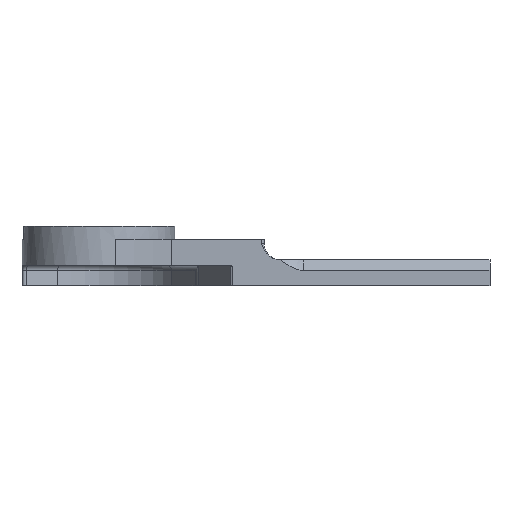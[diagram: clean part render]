
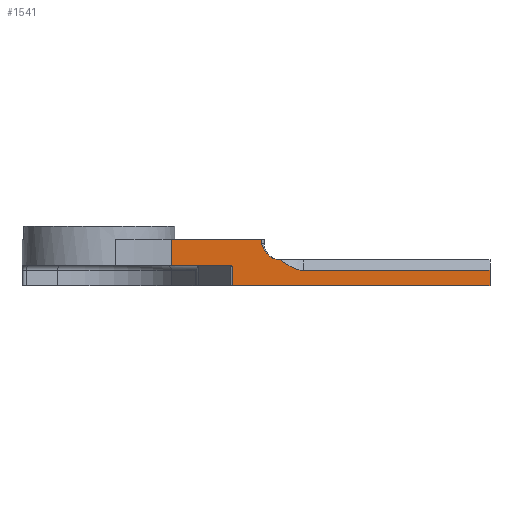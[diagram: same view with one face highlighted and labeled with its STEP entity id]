
A CAD part, front view. The second image highlights one B-rep face of the part: STEP entity #1541.
In plain terms, the highlighted planar face has unit normal (0, -1, 0).
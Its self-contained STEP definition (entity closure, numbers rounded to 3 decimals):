
#14 = VECTOR ( 'NONE', #993, 1000. ) ;
#40 = EDGE_CURVE ( 'NONE', #2119, #1746, #776, .T. ) ;
#90 = CARTESIAN_POINT ( 'NONE',  ( 34.556, -13., 1. ) ) ;
#104 = CARTESIAN_POINT ( 'NONE',  ( 13.829, -13., 5. ) ) ;
#109 = LINE ( 'NONE', #2177, #2081 ) ;
#137 = ORIENTED_EDGE ( 'NONE', *, *, #2243, .T. ) ;
#169 = EDGE_CURVE ( 'NONE', #1089, #1463, #955, .T. ) ;
#181 = CARTESIAN_POINT ( 'NONE',  ( 25.34, -13., -0.104 ) ) ;
#189 = VECTOR ( 'NONE', #631, 1000. ) ;
#198 = VECTOR ( 'NONE', #2204, 1000. ) ;
#227 = CARTESIAN_POINT ( 'NONE',  ( 0., -13., 0. ) ) ;
#289 = VERTEX_POINT ( 'NONE', #505 ) ;
#350 = EDGE_CURVE ( 'NONE', #980, #815, #2291, .T. ) ;
#364 = ORIENTED_EDGE ( 'NONE', *, *, #752, .T. ) ;
#388 = VECTOR ( 'NONE', #1046, 1000. ) ;
#403 = CARTESIAN_POINT ( 'NONE',  ( 24.711, -13., 0. ) ) ;
#406 = VECTOR ( 'NONE', #1925, 1000. ) ;
#418 = VERTEX_POINT ( 'NONE', #1114 ) ;
#430 = CARTESIAN_POINT ( 'NONE',  ( 38.172, -13., -0.872 ) ) ;
#436 = CARTESIAN_POINT ( 'NONE',  ( 13.829, -13., 0. ) ) ;
#449 = CARTESIAN_POINT ( 'NONE',  ( 0., -13., -4. ) ) ;
#474 = CARTESIAN_POINT ( 'NONE',  ( 34.773, -13., 1. ) ) ;
#486 = CARTESIAN_POINT ( 'NONE',  ( 33.918, -13., 1.107 ) ) ;
#505 = CARTESIAN_POINT ( 'NONE',  ( 34.773, -13., 1. ) ) ;
#515 = CARTESIAN_POINT ( 'NONE',  ( 32.76, -13., 1.677 ) ) ;
#559 = CARTESIAN_POINT ( 'NONE',  ( 25.579, -13., -0.297 ) ) ;
#586 = DIRECTION ( 'NONE',  ( -1., 0., 0. ) ) ;
#603 = ORIENTED_EDGE ( 'NONE', *, *, #1472, .T. ) ;
#604 = CARTESIAN_POINT ( 'NONE',  ( 0., -13., -4. ) ) ;
#631 = DIRECTION ( 'NONE',  ( 1., 0., 0. ) ) ;
#684 = CARTESIAN_POINT ( 'NONE',  ( 31.45, -13., 3.373 ) ) ;
#688 = LINE ( 'NONE', #1815, #198 ) ;
#752 = EDGE_CURVE ( 'NONE', #1463, #289, #1375, .T. ) ;
#758 = CARTESIAN_POINT ( 'NONE',  ( 25.037, -13., 0. ) ) ;
#776 = LINE ( 'NONE', #1521, #1981 ) ;
#799 = CARTESIAN_POINT ( 'NONE',  ( 75., -13., -1. ) ) ;
#805 = CARTESIAN_POINT ( 'NONE',  ( 39.196, -13., -1. ) ) ;
#815 = VERTEX_POINT ( 'NONE', #1461 ) ;
#839 = LINE ( 'NONE', #2318, #388 ) ;
#844 = CARTESIAN_POINT ( 'NONE',  ( 32.591, -13., 1.814 ) ) ;
#895 = DIRECTION ( 'NONE',  ( 0., 0., 1. ) ) ;
#955 = LINE ( 'NONE', #1702, #1013 ) ;
#966 = CARTESIAN_POINT ( 'NONE',  ( 31.128, -13., 5. ) ) ;
#980 = VERTEX_POINT ( 'NONE', #403 ) ;
#993 = DIRECTION ( 'NONE',  ( 1., 0., 0. ) ) ;
#998 = ORIENTED_EDGE ( 'NONE', *, *, #1054, .F. ) ;
#1003 = ORIENTED_EDGE ( 'NONE', *, *, #1528, .T. ) ;
#1011 = LINE ( 'NONE', #604, #189 ) ;
#1013 = VECTOR ( 'NONE', #586, 1000. ) ;
#1046 = DIRECTION ( 'NONE',  ( 0., 0., -1. ) ) ;
#1054 = EDGE_CURVE ( 'NONE', #1603, #1746, #1372, .T. ) ;
#1071 = EDGE_LOOP ( 'NONE', ( #2080, #364, #1593, #1837, #998, #2456, #603, #2093, #2367, #1003, #137 ) ) ;
#1089 = VERTEX_POINT ( 'NONE', #799 ) ;
#1097 = AXIS2_PLACEMENT_3D ( 'NONE', #449, #1759, #1797 ) ;
#1114 = CARTESIAN_POINT ( 'NONE',  ( 25.579, -13., -4. ) ) ;
#1205 = CARTESIAN_POINT ( 'NONE',  ( 13.829, -13., 5. ) ) ;
#1245 = CARTESIAN_POINT ( 'NONE',  ( 75., -13., -4. ) ) ;
#1247 = CARTESIAN_POINT ( 'NONE',  ( 36.117, -13., 0.065 ) ) ;
#1274 = CARTESIAN_POINT ( 'NONE',  ( 37.58, -13., -0.694 ) ) ;
#1296 = CARTESIAN_POINT ( 'NONE',  ( 36.466, -13., -0.148 ) ) ;
#1361 = CARTESIAN_POINT ( 'NONE',  ( 38.78, -13., -0.983 ) ) ;
#1372 = LINE ( 'NONE', #1205, #14 ) ;
#1375 = B_SPLINE_CURVE_WITH_KNOTS ( 'NONE', 3,
 ( #1548, #2309, #1361, #2120, #430, #1274, #2014, #1296, #1247, #1845, #2026, #2000 ),
 .UNSPECIFIED., .F., .F.,
 ( 4, 2, 2, 2, 2, 4 ),
 ( 0.007, 0.008, 0.009, 0.01, 0.011, 0.012 ),
 .UNSPECIFIED. ) ;
#1379 = FACE_OUTER_BOUND ( 'NONE', #1071, .T. ) ;
#1399 = VERTEX_POINT ( 'NONE', #436 ) ;
#1403 = CARTESIAN_POINT ( 'NONE',  ( 31.128, -13., 4.18 ) ) ;
#1461 = CARTESIAN_POINT ( 'NONE',  ( 25.579, -13., -0.297 ) ) ;
#1463 = VERTEX_POINT ( 'NONE', #805 ) ;
#1472 = EDGE_CURVE ( 'NONE', #1399, #980, #1911, .T. ) ;
#1483 = CARTESIAN_POINT ( 'NONE',  ( 33.708, -13., 1.171 ) ) ;
#1521 = CARTESIAN_POINT ( 'NONE',  ( 31.128, -13., 5. ) ) ;
#1528 = EDGE_CURVE ( 'NONE', #418, #1947, #1011, .T. ) ;
#1541 = ADVANCED_FACE ( 'NONE', ( #1379 ), #2137, .T. ) ;
#1548 = CARTESIAN_POINT ( 'NONE',  ( 39.196, -13., -1. ) ) ;
#1593 = ORIENTED_EDGE ( 'NONE', *, *, #1627, .T. ) ;
#1603 = VERTEX_POINT ( 'NONE', #104 ) ;
#1617 = CARTESIAN_POINT ( 'NONE',  ( 33.311, -13., 1.337 ) ) ;
#1627 = EDGE_CURVE ( 'NONE', #289, #2119, #2004, .T. ) ;
#1702 = CARTESIAN_POINT ( 'NONE',  ( 0., -13., -1. ) ) ;
#1746 = VERTEX_POINT ( 'NONE', #966 ) ;
#1759 = DIRECTION ( 'NONE',  ( 0., -1., 0. ) ) ;
#1786 = CARTESIAN_POINT ( 'NONE',  ( 32.126, -13., 2.26 ) ) ;
#1797 = DIRECTION ( 'NONE',  ( 1., 0., 0. ) ) ;
#1815 = CARTESIAN_POINT ( 'NONE',  ( 25.579, -13., -4. ) ) ;
#1816 = EDGE_CURVE ( 'NONE', #1603, #1399, #839, .T. ) ;
#1837 = ORIENTED_EDGE ( 'NONE', *, *, #40, .T. ) ;
#1845 = CARTESIAN_POINT ( 'NONE',  ( 35.434, -13., 0.516 ) ) ;
#1857 = CARTESIAN_POINT ( 'NONE',  ( 31.868, -13., 2.615 ) ) ;
#1911 = LINE ( 'NONE', #227, #406 ) ;
#1916 = DIRECTION ( 'NONE',  ( 0., 0., 1. ) ) ;
#1925 = DIRECTION ( 'NONE',  ( 1., 0., 0. ) ) ;
#1947 = VERTEX_POINT ( 'NONE', #1245 ) ;
#1977 = CARTESIAN_POINT ( 'NONE',  ( 33.122, -13., 1.438 ) ) ;
#1981 = VECTOR ( 'NONE', #1916, 1000. ) ;
#1990 = CARTESIAN_POINT ( 'NONE',  ( 31.286, -13., 3.779 ) ) ;
#2000 = CARTESIAN_POINT ( 'NONE',  ( 34.773, -13., 1. ) ) ;
#2004 = B_SPLINE_CURVE_WITH_KNOTS ( 'NONE', 3,
 ( #474, #90, #2395, #486, #1483, #1617, #1977, #515, #844, #1786, #1857, #684, #1990, #1403 ),
 .UNSPECIFIED., .F., .F.,
 ( 4, 2, 2, 2, 2, 2, 4 ),
 ( 0., 0.001, 0.001, 0.002, 0.003, 0.004, 0.005 ),
 .UNSPECIFIED. ) ;
#2014 = CARTESIAN_POINT ( 'NONE',  ( 37.196, -13., -0.527 ) ) ;
#2026 = CARTESIAN_POINT ( 'NONE',  ( 35.101, -13., 0.754 ) ) ;
#2053 = CARTESIAN_POINT ( 'NONE',  ( 31.128, -13., 4.18 ) ) ;
#2080 = ORIENTED_EDGE ( 'NONE', *, *, #169, .T. ) ;
#2081 = VECTOR ( 'NONE', #895, 1000. ) ;
#2093 = ORIENTED_EDGE ( 'NONE', *, *, #350, .T. ) ;
#2119 = VERTEX_POINT ( 'NONE', #2053 ) ;
#2120 = CARTESIAN_POINT ( 'NONE',  ( 38.372, -13., -0.919 ) ) ;
#2137 = PLANE ( 'NONE',  #1097 ) ;
#2177 = CARTESIAN_POINT ( 'NONE',  ( 75., -13., -4. ) ) ;
#2204 = DIRECTION ( 'NONE',  ( 0., 0., -1. ) ) ;
#2243 = EDGE_CURVE ( 'NONE', #1947, #1089, #109, .T. ) ;
#2246 = EDGE_CURVE ( 'NONE', #815, #418, #688, .T. ) ;
#2274 = CARTESIAN_POINT ( 'NONE',  ( 24.711, -13., 0. ) ) ;
#2291 =( BOUNDED_CURVE ( )  B_SPLINE_CURVE ( 3, ( #2274, #758, #181, #559 ),
 .UNSPECIFIED., .F., .F. ) 
 B_SPLINE_CURVE_WITH_KNOTS ( ( 4, 4 ),
 ( 4.712, 5.465 ),
 .UNSPECIFIED. ) 
 CURVE ( )  GEOMETRIC_REPRESENTATION_ITEM ( )  RATIONAL_B_SPLINE_CURVE ( ( 1., 0.953, 0.953, 1. ) ) 
 REPRESENTATION_ITEM ( '' )  );
#2309 = CARTESIAN_POINT ( 'NONE',  ( 38.989, -13., -1. ) ) ;
#2318 = CARTESIAN_POINT ( 'NONE',  ( 13.829, -13., 1. ) ) ;
#2367 = ORIENTED_EDGE ( 'NONE', *, *, #2246, .T. ) ;
#2395 = CARTESIAN_POINT ( 'NONE',  ( 34.341, -13., 1.022 ) ) ;
#2456 = ORIENTED_EDGE ( 'NONE', *, *, #1816, .T. ) ;
